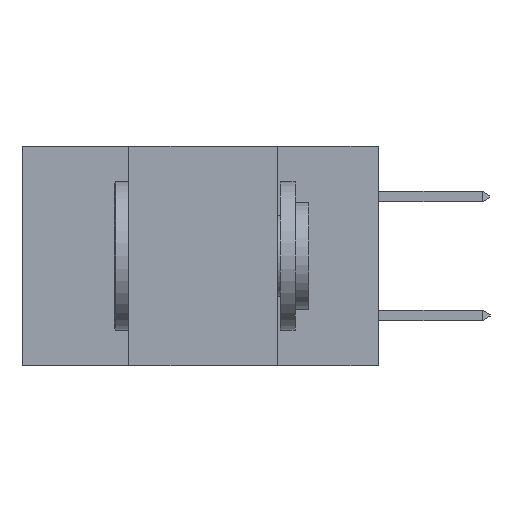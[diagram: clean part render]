
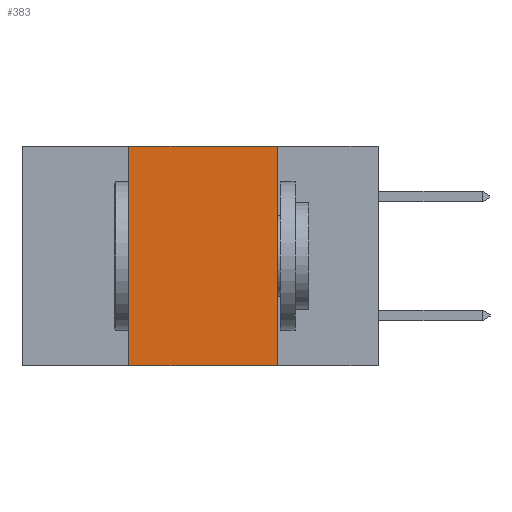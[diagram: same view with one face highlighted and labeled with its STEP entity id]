
A CAD part, left-side view. The second image highlights one B-rep face of the part: STEP entity #383.
In plain terms, the highlighted planar face has unit normal (-1, 0, 0).
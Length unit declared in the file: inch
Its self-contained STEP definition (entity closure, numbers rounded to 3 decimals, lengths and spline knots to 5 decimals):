
#383 = ADVANCED_FACE ( 'NONE', ( #4043 ), #9366, .F. ) ;
#458 = CARTESIAN_POINT ( 'NONE',  ( 0., 0.6, 0. ) ) ;
#2053 = DIRECTION ( 'NONE',  ( 1., 0., 0. ) ) ;
#2153 = CARTESIAN_POINT ( 'NONE',  ( 0., 0.42, -0.37 ) ) ;
#2231 = EDGE_CURVE ( 'NONE', #4871, #4651, #3243, .T. ) ;
#2518 = VERTEX_POINT ( 'NONE', #9267 ) ;
#2705 = ORIENTED_EDGE ( 'NONE', *, *, #10716, .F. ) ;
#3216 = AXIS2_PLACEMENT_3D ( 'NONE', #458, #2053, #7375 ) ;
#3243 = LINE ( 'NONE', #2153, #10919 ) ;
#3376 = VECTOR ( 'NONE', #4537, 39.37008 ) ;
#3452 = EDGE_CURVE ( 'NONE', #4651, #2518, #11043, .T. ) ;
#4043 = FACE_OUTER_BOUND ( 'NONE', #11004, .T. ) ;
#4312 = LINE ( 'NONE', #6028, #6038 ) ;
#4537 = DIRECTION ( 'NONE',  ( 0., -1., 0. ) ) ;
#4651 = VERTEX_POINT ( 'NONE', #11500 ) ;
#4871 = VERTEX_POINT ( 'NONE', #8155 ) ;
#5279 = LINE ( 'NONE', #11835, #7996 ) ;
#5423 = ORIENTED_EDGE ( 'NONE', *, *, #3452, .F. ) ;
#5738 = ORIENTED_EDGE ( 'NONE', *, *, #2231, .F. ) ;
#6028 = CARTESIAN_POINT ( 'NONE',  ( 0., 0.6, -0.37 ) ) ;
#6038 = VECTOR ( 'NONE', #11926, 39.37008 ) ;
#7375 = DIRECTION ( 'NONE',  ( 0., 0., -1. ) ) ;
#7996 = VECTOR ( 'NONE', #10842, 39.37008 ) ;
#8155 = CARTESIAN_POINT ( 'NONE',  ( 0., 0.42, -0.37 ) ) ;
#8404 = DIRECTION ( 'NONE',  ( 0., 0., 1. ) ) ;
#8458 = ORIENTED_EDGE ( 'NONE', *, *, #12137, .T. ) ;
#8841 = CARTESIAN_POINT ( 'NONE',  ( 0., 0.17, -0.37 ) ) ;
#9267 = CARTESIAN_POINT ( 'NONE',  ( 0., 0.17, 0. ) ) ;
#9366 = PLANE ( 'NONE',  #3216 ) ;
#10713 = CARTESIAN_POINT ( 'NONE',  ( 0., 0.6, 0. ) ) ;
#10716 = EDGE_CURVE ( 'NONE', #2518, #11321, #5279, .T. ) ;
#10842 = DIRECTION ( 'NONE',  ( 0., 0., -1. ) ) ;
#10919 = VECTOR ( 'NONE', #8404, 39.37008 ) ;
#11004 = EDGE_LOOP ( 'NONE', ( #2705, #5423, #5738, #8458 ) ) ;
#11043 = LINE ( 'NONE', #10713, #3376 ) ;
#11321 = VERTEX_POINT ( 'NONE', #8841 ) ;
#11500 = CARTESIAN_POINT ( 'NONE',  ( 0., 0.42, 0. ) ) ;
#11835 = CARTESIAN_POINT ( 'NONE',  ( 0., 0.17, -0.37 ) ) ;
#11926 = DIRECTION ( 'NONE',  ( 0., -1., 0. ) ) ;
#12137 = EDGE_CURVE ( 'NONE', #4871, #11321, #4312, .T. ) ;
